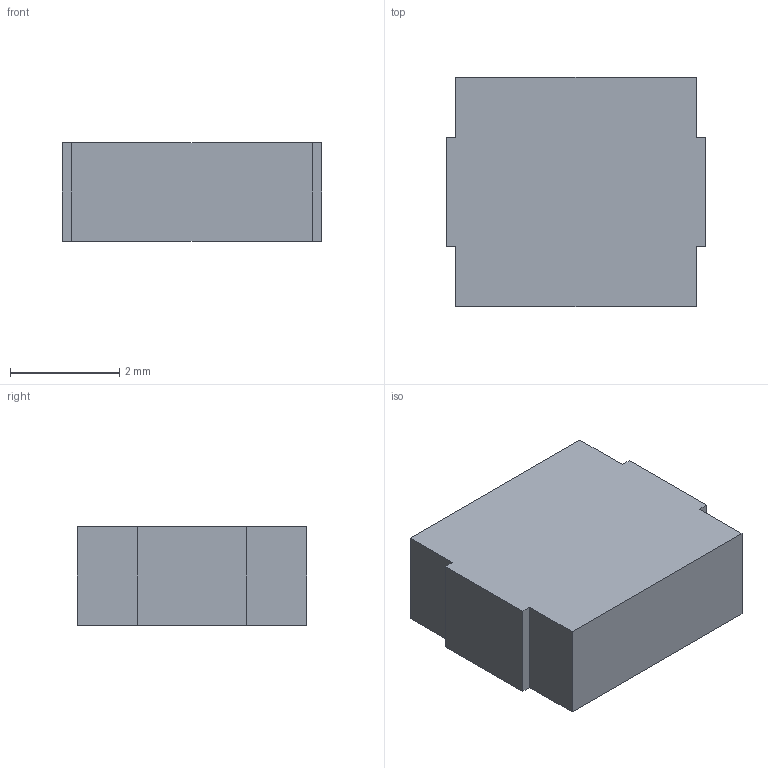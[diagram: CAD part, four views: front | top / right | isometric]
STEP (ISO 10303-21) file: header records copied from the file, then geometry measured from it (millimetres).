
FILE_DESCRIPTION((''), '2;1');
FILE_NAME( 'output_file', '2009-06-07T17:44:47-07:00', (''), (''), 'SolveSpace', '', '');
FILE_SCHEMA (('CONFIG_CONTROL_DESIGN'));
Length unit declared in the file: millimetre
Products named in the file (1): 1
Bounding box: 4.76 x 4.2 x 1.8 mm (x, y, z)
Surface area: 70.7 mm2 (no closed solid volume)
Topology: 0 solids, 14 shells, 14 faces, 72 edges, 72 vertices
Faces by surface type: bspline 14
Entity records: 548 total; most frequent: CARTESIAN_POINT 273, VERTEX_POINT 72, EDGE_CURVE 72, ORIENTED_EDGE 72, EDGE_LOOP 14, FACE_OUTER_BOUND 14, ADVANCED_FACE 14, DIRECTION 2
